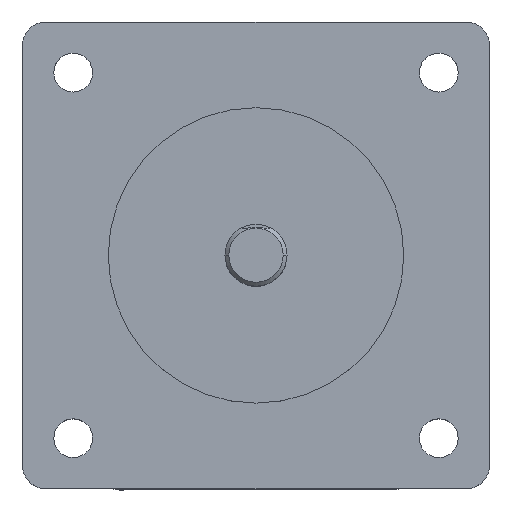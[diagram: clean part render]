
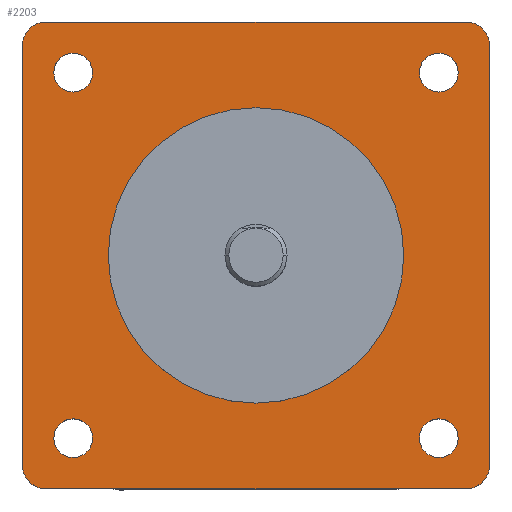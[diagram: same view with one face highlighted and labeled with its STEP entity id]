
A CAD part, top view. The second image highlights one B-rep face of the part: STEP entity #2203.
In plain terms, the highlighted planar face has unit normal (0, 0, 1).
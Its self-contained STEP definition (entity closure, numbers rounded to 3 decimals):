
#78=PLANE('',#2354);
#149=VECTOR('',#2690,1.);
#150=VECTOR('',#2693,1.);
#151=VECTOR('',#2696,1.);
#152=VECTOR('',#2699,1.);
#340=LINE('',#3387,#149);
#341=LINE('',#3392,#150);
#342=LINE('',#3396,#151);
#343=LINE('',#3400,#152);
#519=VERTEX_POINT('',#3304);
#520=VERTEX_POINT('',#3306);
#523=VERTEX_POINT('',#3313);
#524=VERTEX_POINT('',#3315);
#527=VERTEX_POINT('',#3322);
#528=VERTEX_POINT('',#3324);
#531=VERTEX_POINT('',#3331);
#532=VERTEX_POINT('',#3333);
#546=VERTEX_POINT('',#3375);
#547=VERTEX_POINT('',#3377);
#548=VERTEX_POINT('',#3388);
#549=VERTEX_POINT('',#3389);
#550=VERTEX_POINT('',#3391);
#551=VERTEX_POINT('',#3393);
#552=VERTEX_POINT('',#3395);
#553=VERTEX_POINT('',#3397);
#554=VERTEX_POINT('',#3399);
#555=VERTEX_POINT('',#3401);
#735=CIRCLE('',#2328,2.5);
#737=CIRCLE('',#2331,2.5);
#739=CIRCLE('',#2334,2.5);
#741=CIRCLE('',#2337,2.5);
#750=CIRCLE('',#2350,19.05);
#753=CIRCLE('',#2355,2.5);
#754=CIRCLE('',#2356,2.5);
#755=CIRCLE('',#2357,2.5);
#756=CIRCLE('',#2358,2.5);
#757=CIRCLE('',#2359,3.);
#758=CIRCLE('',#2360,3.);
#759=CIRCLE('',#2361,3.);
#760=CIRCLE('',#2362,3.);
#761=CIRCLE('',#2363,19.05);
#887=EDGE_CURVE('',#519,#520,#735,.T.);
#891=EDGE_CURVE('',#523,#524,#737,.T.);
#895=EDGE_CURVE('',#527,#528,#739,.T.);
#899=EDGE_CURVE('',#531,#532,#741,.T.);
#917=EDGE_CURVE('',#546,#547,#750,.T.);
#921=EDGE_CURVE('',#520,#519,#753,.T.);
#922=EDGE_CURVE('',#524,#523,#754,.T.);
#923=EDGE_CURVE('',#528,#527,#755,.T.);
#924=EDGE_CURVE('',#532,#531,#756,.T.);
#925=EDGE_CURVE('',#548,#549,#340,.T.);
#926=EDGE_CURVE('',#549,#550,#757,.T.);
#927=EDGE_CURVE('',#550,#551,#341,.T.);
#928=EDGE_CURVE('',#551,#552,#758,.T.);
#929=EDGE_CURVE('',#552,#553,#342,.T.);
#930=EDGE_CURVE('',#553,#554,#759,.T.);
#931=EDGE_CURVE('',#554,#555,#343,.T.);
#932=EDGE_CURVE('',#555,#548,#760,.T.);
#933=EDGE_CURVE('',#547,#546,#761,.T.);
#1267=ORIENTED_EDGE('',*,*,#921,.F.);
#1268=ORIENTED_EDGE('',*,*,#887,.F.);
#1269=ORIENTED_EDGE('',*,*,#922,.F.);
#1270=ORIENTED_EDGE('',*,*,#891,.F.);
#1271=ORIENTED_EDGE('',*,*,#923,.F.);
#1272=ORIENTED_EDGE('',*,*,#895,.F.);
#1273=ORIENTED_EDGE('',*,*,#924,.F.);
#1274=ORIENTED_EDGE('',*,*,#899,.F.);
#1275=ORIENTED_EDGE('',*,*,#925,.T.);
#1276=ORIENTED_EDGE('',*,*,#926,.T.);
#1277=ORIENTED_EDGE('',*,*,#927,.T.);
#1278=ORIENTED_EDGE('',*,*,#928,.T.);
#1279=ORIENTED_EDGE('',*,*,#929,.T.);
#1280=ORIENTED_EDGE('',*,*,#930,.T.);
#1281=ORIENTED_EDGE('',*,*,#931,.T.);
#1282=ORIENTED_EDGE('',*,*,#932,.T.);
#1283=ORIENTED_EDGE('',*,*,#933,.F.);
#1284=ORIENTED_EDGE('',*,*,#917,.F.);
#1918=EDGE_LOOP('',(#1267,#1268));
#1919=EDGE_LOOP('',(#1269,#1270));
#1920=EDGE_LOOP('',(#1271,#1272));
#1921=EDGE_LOOP('',(#1273,#1274));
#1922=EDGE_LOOP('',(#1275,#1276,#1277,#1278,#1279,#1280,#1281,#1282));
#1923=EDGE_LOOP('',(#1283,#1284));
#2061=FACE_BOUND('',#1918,.T.);
#2062=FACE_BOUND('',#1919,.T.);
#2063=FACE_BOUND('',#1920,.T.);
#2064=FACE_BOUND('',#1921,.T.);
#2065=FACE_BOUND('',#1922,.T.);
#2066=FACE_BOUND('',#1923,.T.);
#2203=ADVANCED_FACE('',(#2061,#2062,#2063,#2064,#2065,#2066),#78,.T.);
#2328=AXIS2_PLACEMENT_3D('',#3305,#2615,#2616);
#2331=AXIS2_PLACEMENT_3D('',#3314,#2623,#2624);
#2334=AXIS2_PLACEMENT_3D('',#3323,#2631,#2632);
#2337=AXIS2_PLACEMENT_3D('',#3332,#2639,#2640);
#2350=AXIS2_PLACEMENT_3D('',#3376,#2673,#2674);
#2354=AXIS2_PLACEMENT_3D('',#3382,#2681,$);
#2355=AXIS2_PLACEMENT_3D('',#3383,#2682,#2683);
#2356=AXIS2_PLACEMENT_3D('',#3384,#2684,#2685);
#2357=AXIS2_PLACEMENT_3D('',#3385,#2686,#2687);
#2358=AXIS2_PLACEMENT_3D('',#3386,#2688,#2689);
#2359=AXIS2_PLACEMENT_3D('',#3390,#2691,#2692);
#2360=AXIS2_PLACEMENT_3D('',#3394,#2694,#2695);
#2361=AXIS2_PLACEMENT_3D('',#3398,#2697,#2698);
#2362=AXIS2_PLACEMENT_3D('',#3402,#2700,#2701);
#2363=AXIS2_PLACEMENT_3D('',#3403,#2702,#2703);
#2615=DIRECTION('',(0.,0.,1.));
#2616=DIRECTION('',(-2.5,0.,0.));
#2623=DIRECTION('',(0.,0.,1.));
#2624=DIRECTION('',(2.5,0.,0.));
#2631=DIRECTION('',(0.,0.,1.));
#2632=DIRECTION('',(-2.5,0.,0.));
#2639=DIRECTION('',(0.,0.,1.));
#2640=DIRECTION('',(2.5,0.,0.));
#2673=DIRECTION('',(0.,0.,1.));
#2674=DIRECTION('',(19.05,0.,0.));
#2681=DIRECTION('',(0.,0.,1.));
#2682=DIRECTION('',(0.,0.,1.));
#2683=DIRECTION('',(-2.5,0.,0.));
#2684=DIRECTION('',(0.,0.,1.));
#2685=DIRECTION('',(2.5,0.,0.));
#2686=DIRECTION('',(0.,0.,1.));
#2687=DIRECTION('',(-2.5,0.,0.));
#2688=DIRECTION('',(0.,0.,1.));
#2689=DIRECTION('',(2.5,0.,0.));
#2690=DIRECTION('',(-1.,0.,0.));
#2691=DIRECTION('',(0.,0.,1.));
#2692=DIRECTION('',(3.,0.,0.));
#2693=DIRECTION('',(0.,-1.,0.));
#2694=DIRECTION('',(0.,0.,1.));
#2695=DIRECTION('',(3.,0.,0.));
#2696=DIRECTION('',(1.,0.,0.));
#2697=DIRECTION('',(0.,0.,1.));
#2698=DIRECTION('',(3.,0.,0.));
#2699=DIRECTION('',(0.,1.,0.));
#2700=DIRECTION('',(0.,0.,1.));
#2701=DIRECTION('',(3.,0.,0.));
#2702=DIRECTION('',(0.,0.,1.));
#2703=DIRECTION('',(19.05,0.,0.));
#3304=CARTESIAN_POINT('',(-26.07,-23.57,73.));
#3305=CARTESIAN_POINT('',(-23.57,-23.57,73.));
#3306=CARTESIAN_POINT('',(-21.07,-23.57,73.));
#3313=CARTESIAN_POINT('',(-26.07,23.57,73.));
#3314=CARTESIAN_POINT('',(-23.57,23.57,73.));
#3315=CARTESIAN_POINT('',(-21.07,23.57,73.));
#3322=CARTESIAN_POINT('',(21.07,-23.57,73.));
#3323=CARTESIAN_POINT('',(23.57,-23.57,73.));
#3324=CARTESIAN_POINT('',(26.07,-23.57,73.));
#3331=CARTESIAN_POINT('',(21.07,23.57,73.));
#3332=CARTESIAN_POINT('',(23.57,23.57,73.));
#3333=CARTESIAN_POINT('',(26.07,23.57,73.));
#3375=CARTESIAN_POINT('',(19.05,0.,73.));
#3376=CARTESIAN_POINT('',(0.,0.,73.));
#3377=CARTESIAN_POINT('',(-19.05,0.,73.));
#3382=CARTESIAN_POINT('',(-30.1,-30.1,73.));
#3383=CARTESIAN_POINT('',(-23.57,-23.57,73.));
#3384=CARTESIAN_POINT('',(-23.57,23.57,73.));
#3385=CARTESIAN_POINT('',(23.57,-23.57,73.));
#3386=CARTESIAN_POINT('',(23.57,23.57,73.));
#3387=CARTESIAN_POINT('',(27.1,30.1,73.));
#3388=CARTESIAN_POINT('',(27.1,30.1,73.));
#3389=CARTESIAN_POINT('',(-27.1,30.1,73.));
#3390=CARTESIAN_POINT('',(-27.1,27.1,73.));
#3391=CARTESIAN_POINT('',(-30.1,27.1,73.));
#3392=CARTESIAN_POINT('',(-30.1,27.1,73.));
#3393=CARTESIAN_POINT('',(-30.1,-27.1,73.));
#3394=CARTESIAN_POINT('',(-27.1,-27.1,73.));
#3395=CARTESIAN_POINT('',(-27.1,-30.1,73.));
#3396=CARTESIAN_POINT('',(-27.1,-30.1,73.));
#3397=CARTESIAN_POINT('',(27.1,-30.1,73.));
#3398=CARTESIAN_POINT('',(27.1,-27.1,73.));
#3399=CARTESIAN_POINT('',(30.1,-27.1,73.));
#3400=CARTESIAN_POINT('',(30.1,-27.1,73.));
#3401=CARTESIAN_POINT('',(30.1,27.1,73.));
#3402=CARTESIAN_POINT('',(27.1,27.1,73.));
#3403=CARTESIAN_POINT('',(0.,0.,73.));
